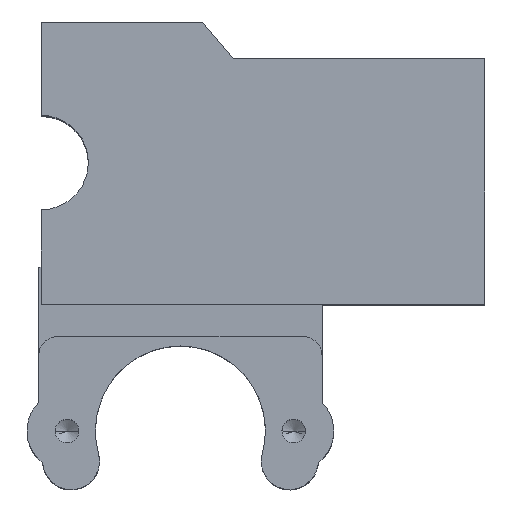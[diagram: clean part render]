
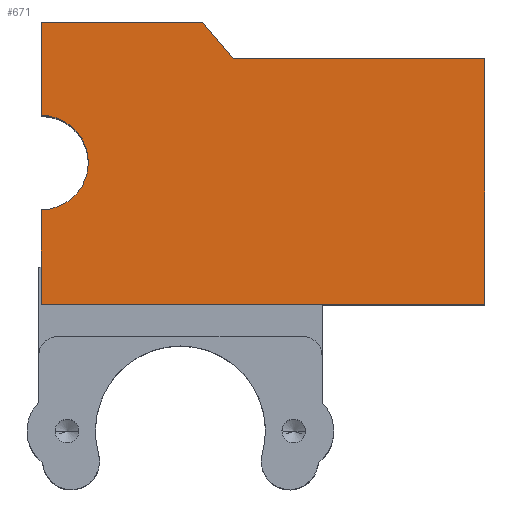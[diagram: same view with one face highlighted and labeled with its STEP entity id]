
A CAD part, top view. The second image highlights one B-rep face of the part: STEP entity #671.
In plain terms, the highlighted face is planar.
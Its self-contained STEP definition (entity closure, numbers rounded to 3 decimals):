
#30 = EDGE_CURVE ( 'NONE', #4180, #3826, #3523, .T. ) ;
#121 = EDGE_CURVE ( 'NONE', #2727, #2977, #4682, .T. ) ;
#152 = LINE ( 'NONE', #3454, #1001 ) ;
#272 = ORIENTED_EDGE ( 'NONE', *, *, #4213, .T. ) ;
#278 = ORIENTED_EDGE ( 'NONE', *, *, #512, .T. ) ;
#295 = ORIENTED_EDGE ( 'NONE', *, *, #4727, .T. ) ;
#309 = DIRECTION ( 'NONE',  ( 1., 0., 0. ) ) ;
#512 = EDGE_CURVE ( 'NONE', #2292, #2791, #3519, .T. ) ;
#584 = DIRECTION ( 'NONE',  ( 0., 0., -1. ) ) ;
#613 = LINE ( 'NONE', #819, #1885 ) ;
#638 = VECTOR ( 'NONE', #1460, 1000. ) ;
#652 = VERTEX_POINT ( 'NONE', #828 ) ;
#671 = ADVANCED_FACE ( 'NONE', ( #4347 ), #4603, .T. ) ;
#716 = CARTESIAN_POINT ( 'NONE',  ( 65.5, -15., -3.356 ) ) ;
#722 = VECTOR ( 'NONE', #4569, 1000. ) ;
#726 = CARTESIAN_POINT ( 'NONE',  ( 65.5, 11., -30. ) ) ;
#759 = EDGE_CURVE ( 'NONE', #4180, #2292, #2024, .T. ) ;
#760 = ORIENTED_EDGE ( 'NONE', *, *, #121, .F. ) ;
#819 = CARTESIAN_POINT ( 'NONE',  ( 65.5, -7.981, -19.284 ) ) ;
#828 = CARTESIAN_POINT ( 'NONE',  ( 65.5, 14.887, -0.095 ) ) ;
#869 = ORIENTED_EDGE ( 'NONE', *, *, #2656, .F. ) ;
#946 = DIRECTION ( 'NONE',  ( 1., 0., 0. ) ) ;
#1001 = VECTOR ( 'NONE', #3758, 1000. ) ;
#1122 = VECTOR ( 'NONE', #2859, 1000. ) ;
#1164 = DIRECTION ( 'NONE',  ( 0., 0., -1. ) ) ;
#1305 = VERTEX_POINT ( 'NONE', #3990 ) ;
#1460 = DIRECTION ( 'NONE',  ( 0., 0., 1. ) ) ;
#1557 = DIRECTION ( 'NONE',  ( 0., 0.766, 0.643 ) ) ;
#1572 = CARTESIAN_POINT ( 'NONE',  ( 65.5, 11., -30. ) ) ;
#1861 = AXIS2_PLACEMENT_3D ( 'NONE', #2618, #1941, #1164 ) ;
#1885 = VECTOR ( 'NONE', #1557, 1000. ) ;
#1941 = DIRECTION ( 'NONE',  ( 1., 0., 0. ) ) ;
#1969 = CARTESIAN_POINT ( 'NONE',  ( 65.5, -15., -30. ) ) ;
#1984 = CARTESIAN_POINT ( 'NONE',  ( 65.5, 11., 17. ) ) ;
#2003 = CARTESIAN_POINT ( 'NONE',  ( 65.5, 0., 12. ) ) ;
#2024 = LINE ( 'NONE', #2120, #2406 ) ;
#2107 = CARTESIAN_POINT ( 'NONE',  ( 65.5, -15., 17. ) ) ;
#2120 = CARTESIAN_POINT ( 'NONE',  ( 65.5, 11., -30. ) ) ;
#2292 = VERTEX_POINT ( 'NONE', #1572 ) ;
#2406 = VECTOR ( 'NONE', #2825, 1000. ) ;
#2454 = CIRCLE ( 'NONE', #4584, 5. ) ;
#2575 = ORIENTED_EDGE ( 'NONE', *, *, #3798, .T. ) ;
#2585 = DIRECTION ( 'NONE',  ( 0., 0., 1. ) ) ;
#2618 = CARTESIAN_POINT ( 'NONE',  ( 65.5, 0., 17. ) ) ;
#2656 = EDGE_CURVE ( 'NONE', #2977, #1305, #2454, .T. ) ;
#2727 = VERTEX_POINT ( 'NONE', #2929 ) ;
#2791 = VERTEX_POINT ( 'NONE', #4123 ) ;
#2825 = DIRECTION ( 'NONE',  ( 0., 1., 0. ) ) ;
#2848 = ORIENTED_EDGE ( 'NONE', *, *, #3637, .T. ) ;
#2859 = DIRECTION ( 'NONE',  ( 0., 0., 1. ) ) ;
#2929 = CARTESIAN_POINT ( 'NONE',  ( 65.5, -5., 17. ) ) ;
#2977 = VERTEX_POINT ( 'NONE', #2003 ) ;
#3352 = AXIS2_PLACEMENT_3D ( 'NONE', #4228, #946, #584 ) ;
#3391 = CARTESIAN_POINT ( 'NONE',  ( 65.5, 14.887, 17. ) ) ;
#3454 = CARTESIAN_POINT ( 'NONE',  ( 65.5, 11., 17. ) ) ;
#3519 = LINE ( 'NONE', #726, #4403 ) ;
#3523 = LINE ( 'NONE', #716, #638 ) ;
#3635 = CARTESIAN_POINT ( 'NONE',  ( 65.5, 0., 17. ) ) ;
#3637 = EDGE_CURVE ( 'NONE', #2791, #652, #613, .T. ) ;
#3758 = DIRECTION ( 'NONE',  ( 0., -1., 0. ) ) ;
#3798 = EDGE_CURVE ( 'NONE', #652, #4656, #4598, .T. ) ;
#3826 = VERTEX_POINT ( 'NONE', #2107 ) ;
#3912 = LINE ( 'NONE', #1984, #722 ) ;
#3937 = CARTESIAN_POINT ( 'NONE',  ( 65.5, 14.887, -30. ) ) ;
#3990 = CARTESIAN_POINT ( 'NONE',  ( 65.5, 5., 17. ) ) ;
#4123 = CARTESIAN_POINT ( 'NONE',  ( 65.5, 11., -3.356 ) ) ;
#4180 = VERTEX_POINT ( 'NONE', #1969 ) ;
#4185 = ORIENTED_EDGE ( 'NONE', *, *, #759, .T. ) ;
#4213 = EDGE_CURVE ( 'NONE', #4656, #1305, #3912, .T. ) ;
#4228 = CARTESIAN_POINT ( 'NONE',  ( 65.5, 11., -30. ) ) ;
#4346 = EDGE_LOOP ( 'NONE', ( #2848, #2575, #272, #869, #760, #295, #4359, #4185, #278 ) ) ;
#4347 = FACE_OUTER_BOUND ( 'NONE', #4346, .T. ) ;
#4359 = ORIENTED_EDGE ( 'NONE', *, *, #30, .F. ) ;
#4395 = DIRECTION ( 'NONE',  ( 0., 0., -1. ) ) ;
#4403 = VECTOR ( 'NONE', #2585, 1000. ) ;
#4569 = DIRECTION ( 'NONE',  ( 0., -1., 0. ) ) ;
#4584 = AXIS2_PLACEMENT_3D ( 'NONE', #3635, #309, #4395 ) ;
#4598 = LINE ( 'NONE', #3937, #1122 ) ;
#4603 = PLANE ( 'NONE',  #3352 ) ;
#4656 = VERTEX_POINT ( 'NONE', #3391 ) ;
#4682 = CIRCLE ( 'NONE', #1861, 5. ) ;
#4727 = EDGE_CURVE ( 'NONE', #2727, #3826, #152, .T. ) ;
